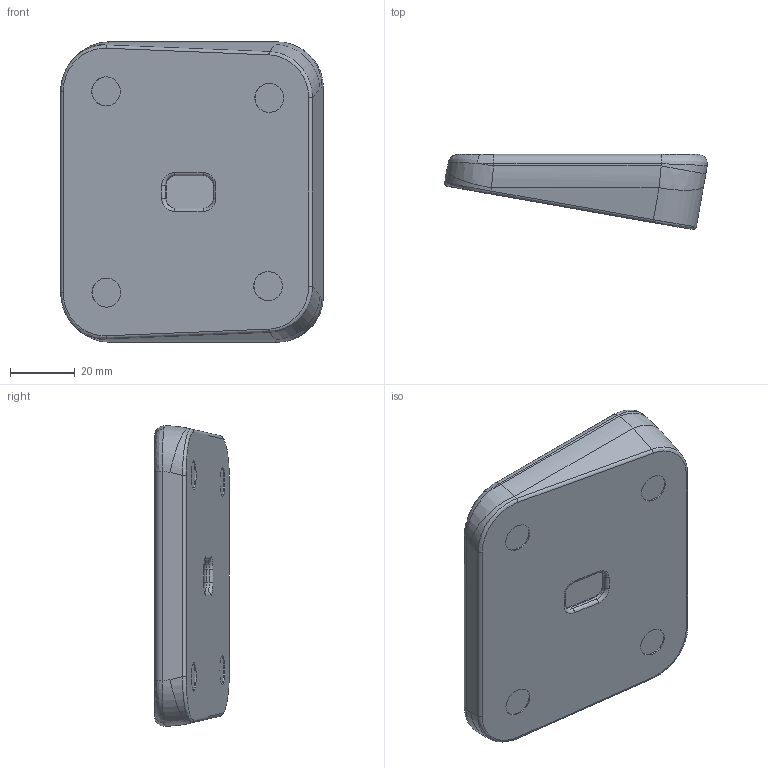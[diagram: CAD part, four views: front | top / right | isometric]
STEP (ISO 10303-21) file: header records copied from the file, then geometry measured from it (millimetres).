
FILE_DESCRIPTION(/* description */ ('STEP AP242'),/* implementation_level */ '2;1');
FILE_NAME(/* name */ 'palmrest for mjf hole.step',/* time_stamp */ '2025-04-10T19:17:08+09:00',/* author */ (''),/* organization */ (''),/* preprocessor_version */ 'ST-DEVELOPER v20.1',/* originating_system */ 'Autodesk Translation Framework v14.4.0.0',/* authorisation */ '');
FILE_SCHEMA (('AUTOMOTIVE_DESIGN { 1 0 10303 214 3 1 1 }'));
Length unit declared in the file: millimetre
Products named in the file (1): Bottom
Bounding box: 81.17 x 23.11 x 92.76 mm (x, y, z)
Volume: 56173.1 mm3; surface area: 33557 mm2
Topology: 1 solids, 1 shells, 92 faces, 204 edges, 120 vertices
Faces by surface type: cylinder 42, plane 24, bspline 18, torus 8
Full cylindrical faces by diameter (mm): 9 x4
Entity records: 3080 total; most frequent: CARTESIAN_POINT 991, DIRECTION 458, ORIENTED_EDGE 408, EDGE_CURVE 204, AXIS2_PLACEMENT_3D 187, VERTEX_POINT 120, EDGE_LOOP 98, FACE_OUTER_BOUND 92
